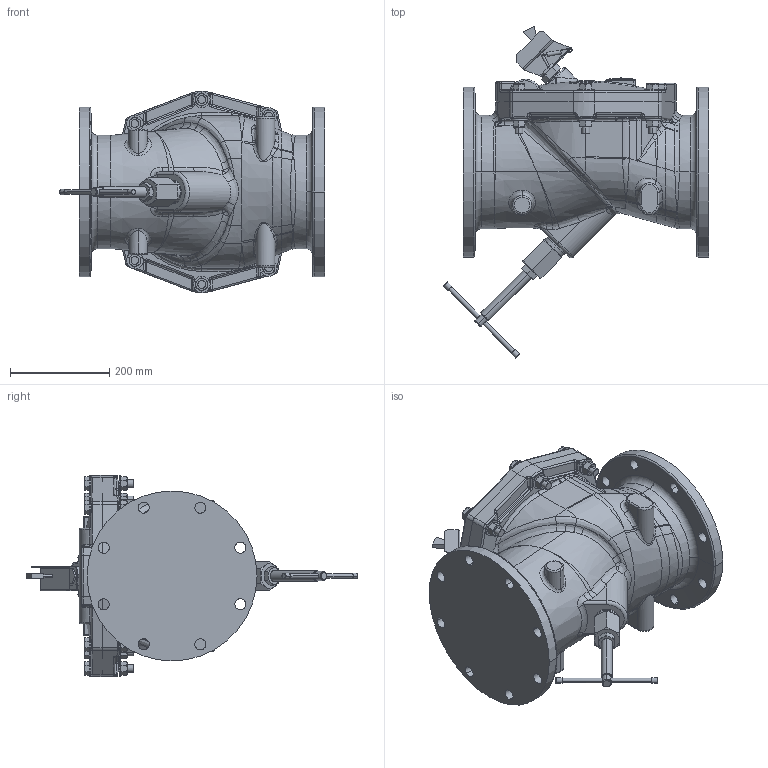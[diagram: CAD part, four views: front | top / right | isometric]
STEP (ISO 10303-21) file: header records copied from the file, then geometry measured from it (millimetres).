
FILE_DESCRIPTION((''),'2;1');
FILE_NAME('508ABFMI_SW0001','2023-11-01T08:05:49',('jlesh'),(''),'CREO PARAMETRIC BY PTC INC, 2023072','CREO PARAMETRIC BY PTC INC, 2023072','');
FILE_SCHEMA(('AUTOMOTIVE_DESIGN { 1 0 10303 214 1 1 1 1 }'));
Products named in the file (1): 508ABFMI_SW0001
Bounding box: 534.88 x 670.04 x 406.39 mm (x, y, z)
Volume: 34144527.2 mm3; surface area: 1008731.3 mm2
Topology: 1 solids, 1 shells, 1171 faces, 2723 edges, 1613 vertices
Faces by surface type: bspline 318, cylinder 311, plane 278, cone 144, torus 81, sphere 35, extrusion 2, revolution 2
Entity records: 77832 total; most frequent: CARTESIAN_POINT 46632, ORIENTED_EDGE 5434, DIRECTION 4458, EDGE_CURVE 2717, AXIS2_PLACEMENT_3D 1869, VERTEX_POINT 1613, COLOUR_RGB 1335, EDGE_LOOP 1280
